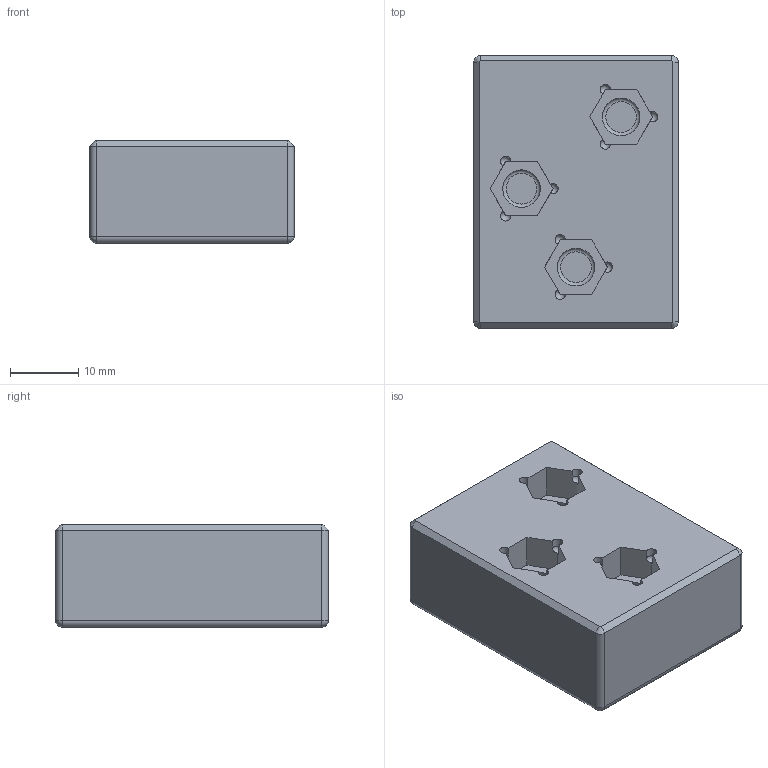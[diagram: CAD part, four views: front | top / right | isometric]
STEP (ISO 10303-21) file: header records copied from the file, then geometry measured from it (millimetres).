
FILE_DESCRIPTION(/* description */ ('STEP AP242','CAx-IF Rec.Pracs.---Representation and Presentation of Product Manufacturing Information (PMI)---4.0---2014-10-13','CAx-IF Rec.Pracs.---3D Tessellated Geometry---0.4---2014-09-14','2;1'),/* implementation_level */ '2;1');
FILE_NAME(/* name */ 'Incubator - Part 1 (12)',/* time_stamp */ '2025-08-06T17:01:27Z',/* author */ (''),/* organization */ (''),/* preprocessor_version */ 'ST-DEVELOPER v20',/* originating_system */ 'ONSHAPE BY PTC INC, 1.201',/* authorisation */ ' ');
FILE_SCHEMA (('AP242_MANAGED_MODEL_BASED_3D_ENGINEERING_MIM_LF { 1 0 10303 442 1 1 4 }'));
Length unit declared in the file: metre
Products named in the file (1): Part 1
Bounding box: 30 x 40 x 15 mm (x, y, z)
Volume: 16567.8 mm3; surface area: 5135.3 mm2
Topology: 1 solids, 1 shells, 74 faces, 188 edges, 109 vertices
Faces by surface type: plane 34, cylinder 20, sphere 13, cone 4, torus 3
Full cylindrical faces by diameter (mm): 5.5 x3
Entity records: 2112 total; most frequent: DIRECTION 384, CARTESIAN_POINT 353, ORIENTED_EDGE 338, EDGE_CURVE 169, AXIS2_PLACEMENT_3D 140, VERTEX_POINT 109, LINE 104, VECTOR 104
